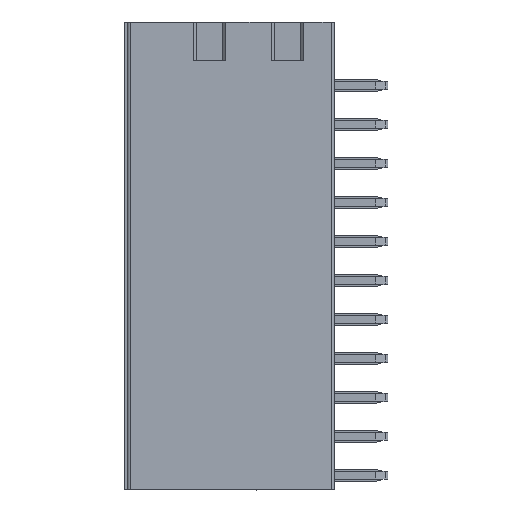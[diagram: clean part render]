
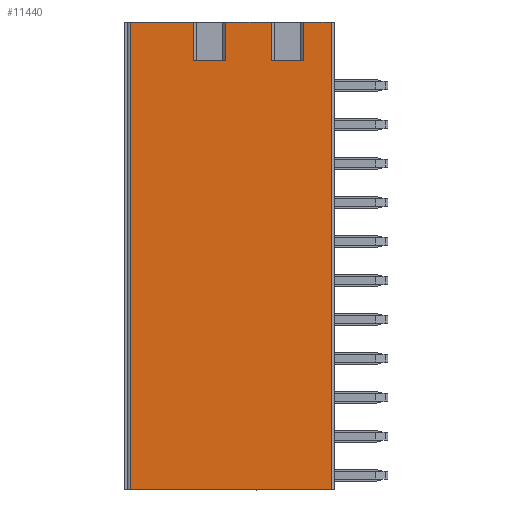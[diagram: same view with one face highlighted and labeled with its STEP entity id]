
A CAD part, top view. The second image highlights one B-rep face of the part: STEP entity #11440.
In plain terms, the highlighted planar face has unit normal (0, 0, 1).
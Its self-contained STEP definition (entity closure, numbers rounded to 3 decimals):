
#521=DIRECTION('',(0.,1.,0.));
#522=VECTOR('',#521,30.48);
#523=CARTESIAN_POINT('',(-13.3,-25.4,0.));
#524=LINE('',#523,#522);
#525=DIRECTION('',(0.,1.,0.));
#526=VECTOR('',#525,2.54);
#527=CARTESIAN_POINT('',(-9.18,2.54,0.));
#528=LINE('',#527,#526);
#529=DIRECTION('',(1.,0.,0.));
#530=VECTOR('',#529,2.1);
#531=CARTESIAN_POINT('',(-9.18,2.54,0.));
#532=LINE('',#531,#530);
#533=DIRECTION('',(0.,1.,0.));
#534=VECTOR('',#533,2.54);
#535=CARTESIAN_POINT('',(-7.08,2.54,0.));
#536=LINE('',#535,#534);
#537=DIRECTION('',(0.,1.,0.));
#538=VECTOR('',#537,2.54);
#539=CARTESIAN_POINT('',(-4.1,2.54,0.));
#540=LINE('',#539,#538);
#541=DIRECTION('',(1.,0.,0.));
#542=VECTOR('',#541,2.1);
#543=CARTESIAN_POINT('',(-4.1,2.54,0.));
#544=LINE('',#543,#542);
#545=DIRECTION('',(0.,1.,0.));
#546=VECTOR('',#545,2.54);
#547=CARTESIAN_POINT('',(-2.,2.54,0.));
#548=LINE('',#547,#546);
#549=DIRECTION('',(0.,1.,0.));
#550=VECTOR('',#549,30.48);
#551=CARTESIAN_POINT('',(-0.2,-25.4,0.));
#552=LINE('',#551,#550);
#2664=DIRECTION('',(1.,0.,0.));
#2665=VECTOR('',#2664,13.1);
#2666=CARTESIAN_POINT('',(-13.3,-25.4,0.));
#2667=LINE('',#2666,#2665);
#3439=DIRECTION('',(1.,0.,0.));
#3440=VECTOR('',#3439,2.98);
#3441=CARTESIAN_POINT('',(-7.08,5.08,0.));
#3442=LINE('',#3441,#3440);
#3455=DIRECTION('',(1.,0.,0.));
#3456=VECTOR('',#3455,4.12);
#3457=CARTESIAN_POINT('',(-13.3,5.08,0.));
#3458=LINE('',#3457,#3456);
#3544=DIRECTION('',(1.,0.,0.));
#3545=VECTOR('',#3544,1.8);
#3546=CARTESIAN_POINT('',(-2.,5.08,0.));
#3547=LINE('',#3546,#3545);
#8752=CARTESIAN_POINT('',(-13.3,5.08,0.));
#8753=VERTEX_POINT('',#8752);
#8754=CARTESIAN_POINT('',(-0.2,5.08,0.));
#8756=VERTEX_POINT('',#8754);
#8835=CARTESIAN_POINT('',(-4.1,5.08,0.));
#8837=VERTEX_POINT('',#8835);
#8838=CARTESIAN_POINT('',(-2.,5.08,0.));
#8840=VERTEX_POINT('',#8838);
#8846=CARTESIAN_POINT('',(-9.18,5.08,0.));
#8847=VERTEX_POINT('',#8846);
#8848=CARTESIAN_POINT('',(-7.08,5.08,0.));
#8849=VERTEX_POINT('',#8848);
#8867=CARTESIAN_POINT('',(-4.1,2.54,0.));
#8869=VERTEX_POINT('',#8867);
#8870=CARTESIAN_POINT('',(-2.,2.54,0.));
#8872=VERTEX_POINT('',#8870);
#8878=CARTESIAN_POINT('',(-9.18,2.54,0.));
#8879=VERTEX_POINT('',#8878);
#8880=CARTESIAN_POINT('',(-7.08,2.54,0.));
#8881=VERTEX_POINT('',#8880);
#10464=CARTESIAN_POINT('',(-13.3,-25.4,0.));
#10465=VERTEX_POINT('',#10464);
#10466=CARTESIAN_POINT('',(-0.2,-25.4,0.));
#10467=VERTEX_POINT('',#10466);
#11410=CARTESIAN_POINT('',(-13.3,0.,0.));
#11411=DIRECTION('',(0.,0.,1.));
#11412=DIRECTION('',(1.,0.,0.));
#11413=AXIS2_PLACEMENT_3D('',#11410,#11411,#11412);
#11414=PLANE('',#11413);
#11416=ORIENTED_EDGE('',*,*,#11415,.F.);
#11418=ORIENTED_EDGE('',*,*,#11417,.F.);
#11419=ORIENTED_EDGE('',*,*,#11400,.T.);
#11421=ORIENTED_EDGE('',*,*,#11420,.T.);
#11423=ORIENTED_EDGE('',*,*,#11422,.F.);
#11425=ORIENTED_EDGE('',*,*,#11424,.T.);
#11427=ORIENTED_EDGE('',*,*,#11426,.T.);
#11429=ORIENTED_EDGE('',*,*,#11428,.T.);
#11431=ORIENTED_EDGE('',*,*,#11430,.F.);
#11433=ORIENTED_EDGE('',*,*,#11432,.T.);
#11435=ORIENTED_EDGE('',*,*,#11434,.T.);
#11437=ORIENTED_EDGE('',*,*,#11436,.T.);
#11438=EDGE_LOOP('',(#11416,#11418,#11419,#11421,#11423,#11425,#11427,#11429,
#11431,#11433,#11435,#11437));
#11439=FACE_OUTER_BOUND('',#11438,.F.);
#11400=EDGE_CURVE('',#10465,#8753,#524,.T.);
#11415=EDGE_CURVE('',#10467,#8756,#552,.T.);
#11417=EDGE_CURVE('',#10465,#10467,#2667,.T.);
#11420=EDGE_CURVE('',#8753,#8847,#3458,.T.);
#11422=EDGE_CURVE('',#8879,#8847,#528,.T.);
#11424=EDGE_CURVE('',#8879,#8881,#532,.T.);
#11426=EDGE_CURVE('',#8881,#8849,#536,.T.);
#11428=EDGE_CURVE('',#8849,#8837,#3442,.T.);
#11430=EDGE_CURVE('',#8869,#8837,#540,.T.);
#11432=EDGE_CURVE('',#8869,#8872,#544,.T.);
#11434=EDGE_CURVE('',#8872,#8840,#548,.T.);
#11436=EDGE_CURVE('',#8840,#8756,#3547,.T.);
#11440=ADVANCED_FACE('',(#11439),#11414,.T.);
